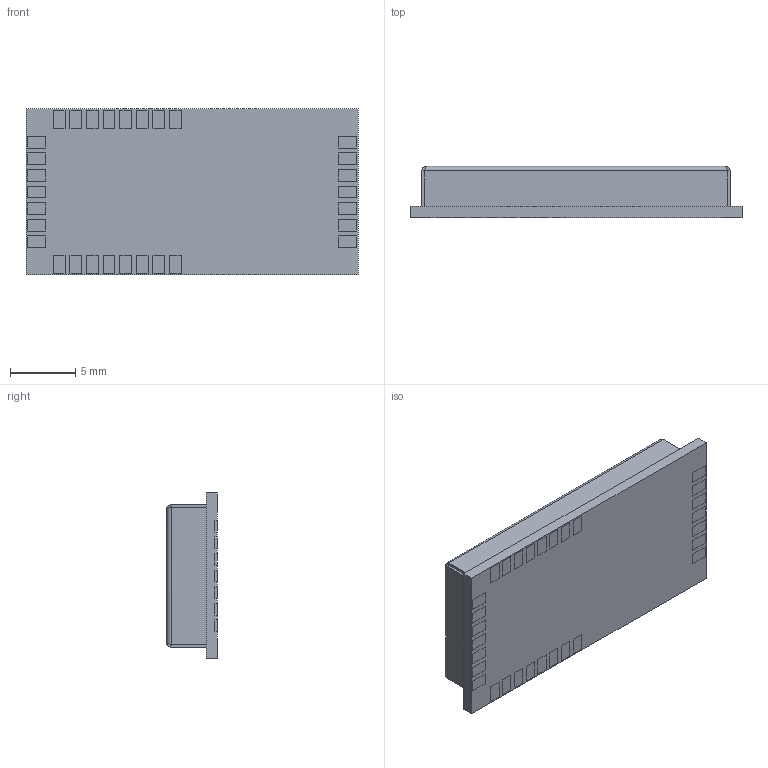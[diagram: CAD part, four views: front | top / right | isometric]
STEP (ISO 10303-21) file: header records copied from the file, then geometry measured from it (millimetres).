
FILE_DESCRIPTION (( 'STEP AP214' ), '1' );
FILE_NAME ('RC1191-TM.STEP', '2023-03-23T05:50:43', ( '' ), ( '' ), 'SwSTEP 2.0', 'SolidWorks 2021', '' );
FILE_SCHEMA (( 'AUTOMOTIVE_DESIGN' ));
Length unit declared in the file: millimetre
Products named in the file (1): RC1191-TM
Bounding box: 25.4 x 3.9 x 12.7 mm (x, y, z)
Volume: 362.5 mm3; surface area: 1753.6 mm2
Topology: 41 solids, 41 shells, 469 faces, 1012 edges, 664 vertices
Faces by surface type: plane 449, cylinder 12, bspline 8
Entity records: 13020 total; most frequent: CARTESIAN_POINT 2410, ORIENTED_EDGE 2024, DIRECTION 1928, EDGE_CURVE 1012, LINE 988, VECTOR 988, VERTEX_POINT 664, EDGE_LOOP 508
